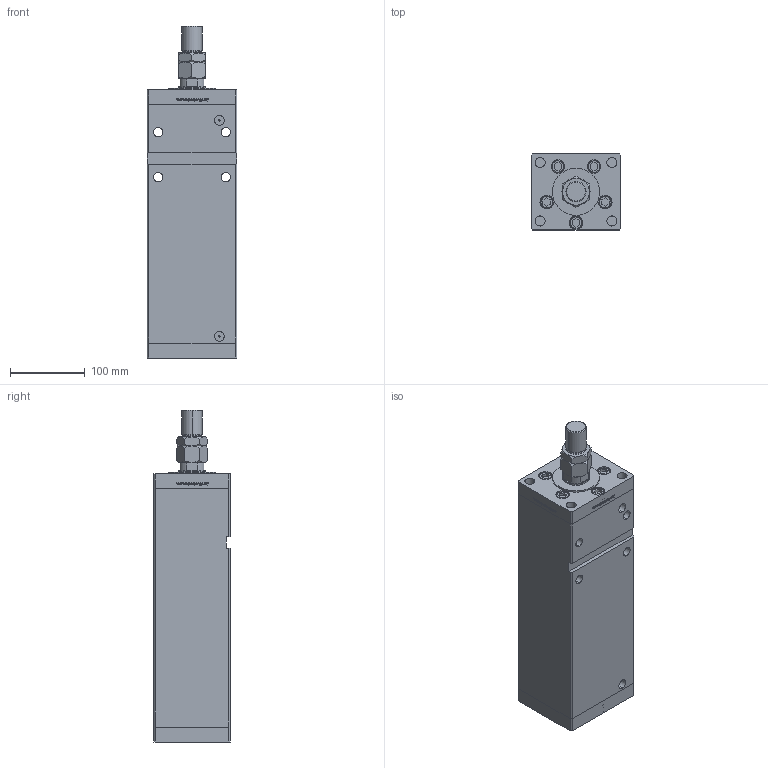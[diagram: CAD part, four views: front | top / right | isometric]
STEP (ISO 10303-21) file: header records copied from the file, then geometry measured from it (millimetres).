
FILE_DESCRIPTION (( 'STEP AP203' ), '1' );
FILE_NAME ('a54a.STEP', '2024-01-15T10:45:03', ( '' ), ( '' ), 'SwSTEP 2.0', 'SolidWorks 2019', '' );
FILE_SCHEMA (( 'CONFIG_CONTROL_DESIGN' ));
Length unit declared in the file: millimetre
Products named in the file (7): MTA 279c750a4167f473b1f66aee57318a8b; V220C_VC_E 279c750a4167f473b1f66aee57318a8b; ALLEN BOLT 279c750a4167f473b1f66aee57318a8b; V220C BACK_E 279c750a4167f473b1f66aee57318a8b; V220C_E MIDDLE 279c750a4167f473b1f66aee57318a8b; V220C_FRONT_E 279c750a4167f473b1f66aee57318a8b; a54a
Assembly tree (15 placements, depth 2):
  a54a
    V220C BACK_E 279c750a4167f473b1f66aee57318a8b
    V220C_E MIDDLE 279c750a4167f473b1f66aee57318a8b
    V220C_FRONT_E 279c750a4167f473b1f66aee57318a8b
    ALLEN BOLT 279c750a4167f473b1f66aee57318a8b  x10
    V220C_VC_E 279c750a4167f473b1f66aee57318a8b
    MTA 279c750a4167f473b1f66aee57318a8b
Bounding box: 120 x 102 x 443.5 mm (x, y, z)
Volume: 3719720.5 mm3; surface area: 415429.1 mm2
Topology: 15 solids, 15 shells, 1263 faces, 3129 edges, 2041 vertices
Faces by surface type: plane 490, bspline 484, cylinder 169, cone 74, torus 46
Entity records: 54670 total; most frequent: CARTESIAN_POINT 30941, ORIENTED_EDGE 5426, DIRECTION 3201, EDGE_CURVE 2713, VERTEX_POINT 1789, VECTOR 1375, LINE 1375, EDGE_LOOP 1242
